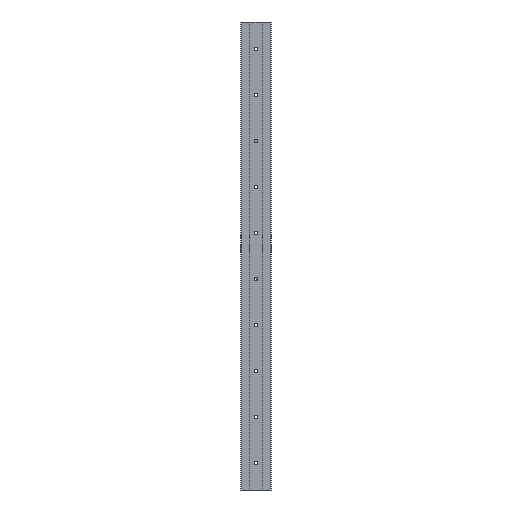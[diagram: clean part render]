
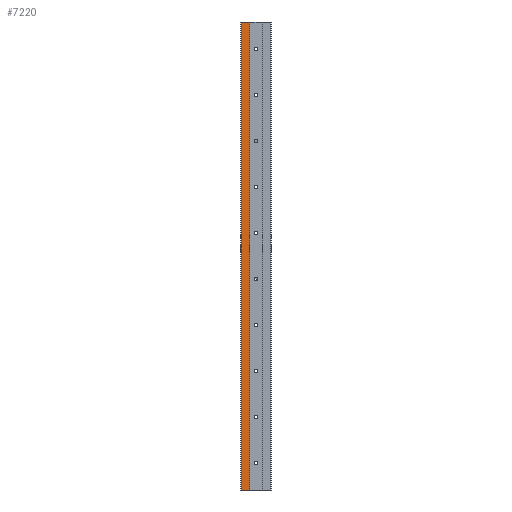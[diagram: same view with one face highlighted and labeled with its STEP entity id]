
A CAD part, front view. The second image highlights one B-rep face of the part: STEP entity #7220.
In plain terms, the highlighted planar face has unit normal (0, -1, 0).
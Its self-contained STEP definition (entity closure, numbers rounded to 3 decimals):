
#354 = LINE ( 'NONE', #3069, #1067 ) ;
#667 = VERTEX_POINT ( 'NONE', #6246 ) ;
#1067 = VECTOR ( 'NONE', #6523, 1000. ) ;
#1346 = DIRECTION ( 'NONE',  ( 1., 0., 0. ) ) ;
#1868 = CARTESIAN_POINT ( 'NONE',  ( -19.5, 0.2, 305. ) ) ;
#1875 = VECTOR ( 'NONE', #1346, 1000. ) ;
#2108 = CARTESIAN_POINT ( 'NONE',  ( -8., 0.2, 305. ) ) ;
#2149 = CARTESIAN_POINT ( 'NONE',  ( -8., 0.2, 305. ) ) ;
#2174 = ORIENTED_EDGE ( 'NONE', *, *, #11520, .F. ) ;
#3024 = DIRECTION ( 'NONE',  ( 0., 0., -1. ) ) ;
#3069 = CARTESIAN_POINT ( 'NONE',  ( -19.5, 0.2, 305. ) ) ;
#4356 = AXIS2_PLACEMENT_3D ( 'NONE', #8338, #9488, #10622 ) ;
#4846 = CARTESIAN_POINT ( 'NONE',  ( -19.5, 0.2, -305. ) ) ;
#4878 = CARTESIAN_POINT ( 'NONE',  ( -19.5, 0.2, 305. ) ) ;
#5028 = VERTEX_POINT ( 'NONE', #9920 ) ;
#5517 = EDGE_CURVE ( 'NONE', #6664, #667, #9478, .T. ) ;
#5530 = FACE_OUTER_BOUND ( 'NONE', #11104, .T. ) ;
#6246 = CARTESIAN_POINT ( 'NONE',  ( -19.5, 0.2, -305. ) ) ;
#6523 = DIRECTION ( 'NONE',  ( 1., 0., 0. ) ) ;
#6664 = VERTEX_POINT ( 'NONE', #4878 ) ;
#6672 = LINE ( 'NONE', #2108, #11628 ) ;
#7220 = ADVANCED_FACE ( 'NONE', ( #5530 ), #12819, .F. ) ;
#7580 = ORIENTED_EDGE ( 'NONE', *, *, #14036, .F. ) ;
#7951 = DIRECTION ( 'NONE',  ( 0., 0., -1. ) ) ;
#8257 = LINE ( 'NONE', #4846, #1875 ) ;
#8338 = CARTESIAN_POINT ( 'NONE',  ( -19.5, 0.2, 305. ) ) ;
#9478 = LINE ( 'NONE', #1868, #9820 ) ;
#9488 = DIRECTION ( 'NONE',  ( 0., 1., 0. ) ) ;
#9745 = ORIENTED_EDGE ( 'NONE', *, *, #5517, .T. ) ;
#9820 = VECTOR ( 'NONE', #3024, 1000. ) ;
#9920 = CARTESIAN_POINT ( 'NONE',  ( -8., 0.2, -305. ) ) ;
#10622 = DIRECTION ( 'NONE',  ( -1., 0., 0. ) ) ;
#11104 = EDGE_LOOP ( 'NONE', ( #11651, #2174, #7580, #9745 ) ) ;
#11368 = EDGE_CURVE ( 'NONE', #667, #5028, #8257, .T. ) ;
#11520 = EDGE_CURVE ( 'NONE', #14655, #5028, #6672, .T. ) ;
#11628 = VECTOR ( 'NONE', #7951, 1000. ) ;
#11651 = ORIENTED_EDGE ( 'NONE', *, *, #11368, .T. ) ;
#12819 = PLANE ( 'NONE',  #4356 ) ;
#14036 = EDGE_CURVE ( 'NONE', #6664, #14655, #354, .T. ) ;
#14655 = VERTEX_POINT ( 'NONE', #2149 ) ;
